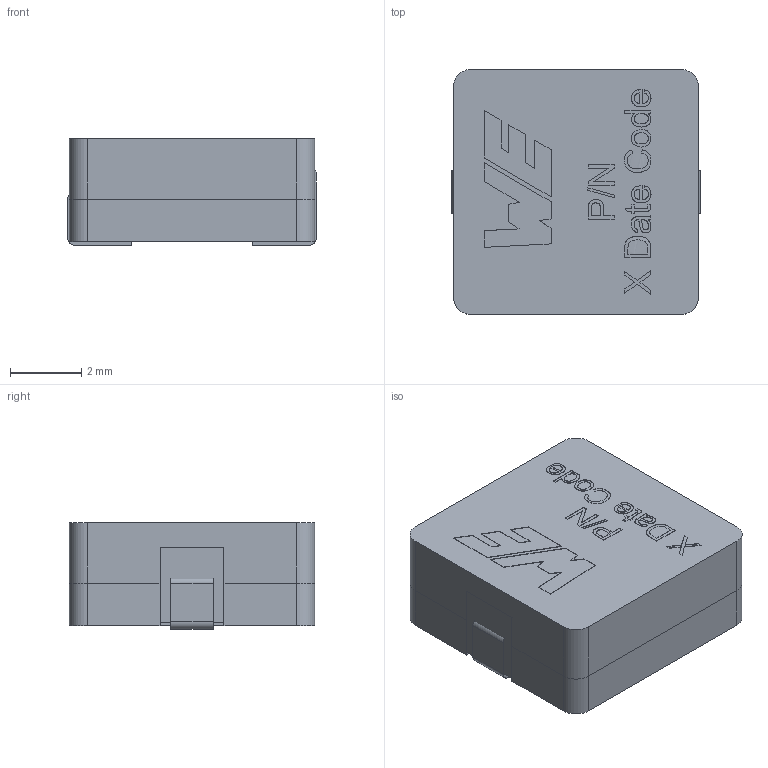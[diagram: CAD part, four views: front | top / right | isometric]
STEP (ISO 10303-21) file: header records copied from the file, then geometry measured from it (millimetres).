
FILE_DESCRIPTION(/* description */ ('Unknown'),/* implementation_level */ '2;1');
FILE_NAME(/* name */ 'L_Wurth_WE-HCIA-7030',/* time_stamp */ '2025-12-18T14:50:11+08:00',/* author */ ('Unknown'),/* organization */ ('Unknown'),/* preprocessor_version */ 'ST-DEVELOPER v19.4',/* originating_system */ 'Solid Edge',/* authorisation */ 'Unknown');
FILE_SCHEMA (('AUTOMOTIVE_DESIGN {1 0 10303 214 3 1 1}'));
Length unit declared in the file: millimetre
Products named in the file (2): L_Wurth_WE-HCIA-7030
Assembly tree (1 placements, depth 2):
  L_Wurth_WE-HCIA-7030
    L_Wurth_WE-HCIA-7030
Bounding box: 7 x 6.9 x 3 mm (x, y, z)
Volume: 128.4 mm3; surface area: 454 mm2
Topology: 5 solids, 5 shells, 222 faces, 554 edges, 364 vertices
Faces by surface type: plane 168, cylinder 27, bspline 26, sphere 1
Full cylindrical faces by diameter (mm): 2.5 x1
Entity records: 8818 total; most frequent: CARTESIAN_POINT 2646, ORIENTED_EDGE 1100, DIRECTION 770, EDGE_CURVE 550, VERTEX_POINT 364, LINE 302, VECTOR 302, EDGE_LOOP 248
